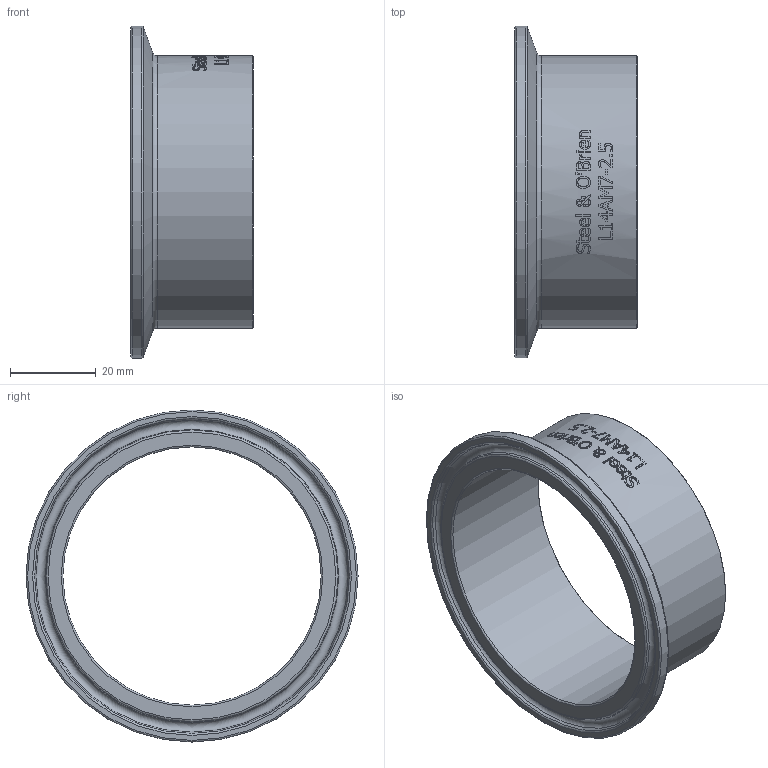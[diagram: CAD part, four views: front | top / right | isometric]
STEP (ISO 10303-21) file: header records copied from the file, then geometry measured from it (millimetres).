
FILE_DESCRIPTION(/* description */ (''),/* implementation_level */ '2;1');
FILE_NAME(/* name */ 'L14AM7-2.5.stp',/* time_stamp */ '2019-01-08T13:30:17-05:00',/* author */ ('rick'),/* organization */ (''),/* preprocessor_version */ 'ST-DEVELOPER v15.2',/* originating_system */ 'Autodesk Inventor 2014',/* authorisation */ '');
FILE_SCHEMA (('AUTOMOTIVE_DESIGN { 1 0 10303 214 3 1 1 }'));
Length unit declared in the file: inch
Products named in the file (1): L14AM7-2.5
Bounding box: 28.57 x 77.39 x 77.39 mm (x, y, z)
Volume: 14655.4 mm3; surface area: 14780 mm2
Topology: 1 solids, 1 shells, 358 faces, 951 edges, 630 vertices
Faces by surface type: plane 165, bspline 144, cylinder 37, torus 9, cone 3
Full cylindrical faces by diameter (mm): 60.198 x1, 63.5 x1, 77.394 x1
Entity records: 13709 total; most frequent: CARTESIAN_POINT 5587, ORIENTED_EDGE 1872, DIRECTION 1288, EDGE_CURVE 936, VERTEX_POINT 630, LINE 438, VECTOR 438, AXIS2_PLACEMENT_3D 425
